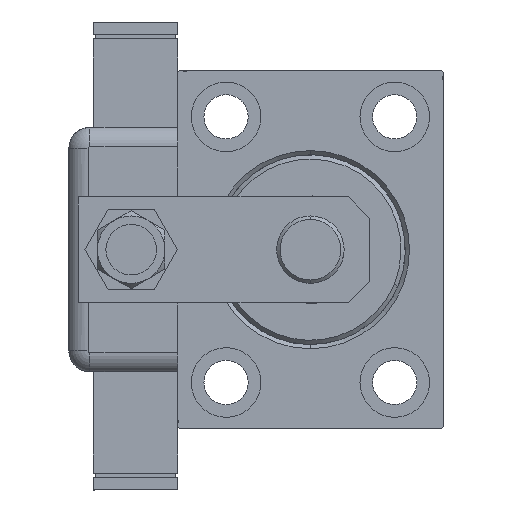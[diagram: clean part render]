
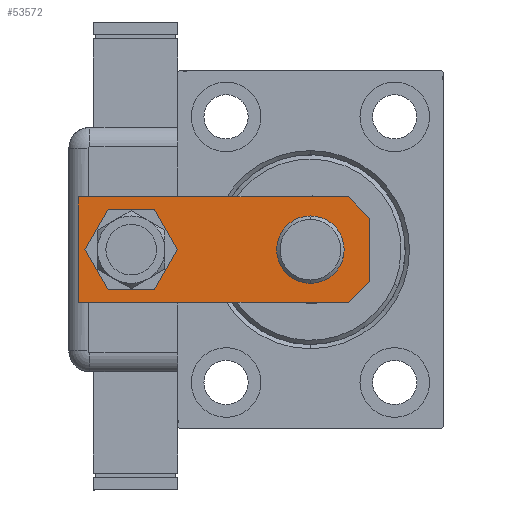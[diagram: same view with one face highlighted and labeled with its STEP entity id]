
A CAD part, left-side view. The second image highlights one B-rep face of the part: STEP entity #53572.
In plain terms, the highlighted face is planar.
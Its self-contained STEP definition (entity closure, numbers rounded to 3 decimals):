
#58 = CARTESIAN_POINT ( 'NONE',  ( 7., 13., 0. ) ) ;
#431 = LINE ( 'NONE', #43358, #21364 ) ;
#735 = DIRECTION ( 'NONE',  ( 0., 1., 0. ) ) ;
#876 = FACE_BOUND ( 'NONE', #12025, .T. ) ;
#2492 = ORIENTED_EDGE ( 'NONE', *, *, #38350, .F. ) ;
#4617 = ORIENTED_EDGE ( 'NONE', *, *, #53078, .T. ) ;
#4771 = VERTEX_POINT ( 'NONE', #14617 ) ;
#5099 = CARTESIAN_POINT ( 'NONE',  ( 0., 13., 0. ) ) ;
#5521 = EDGE_CURVE ( 'NONE', #4771, #52534, #53085, .T. ) ;
#6932 = DIRECTION ( 'NONE',  ( 1., 0., 0. ) ) ;
#7268 = CARTESIAN_POINT ( 'NONE',  ( -12.5, 69., 0. ) ) ;
#9362 = EDGE_LOOP ( 'NONE', ( #4617, #53191 ) ) ;
#11247 = CARTESIAN_POINT ( 'NONE',  ( -12.5, 69., 0. ) ) ;
#12025 = EDGE_LOOP ( 'NONE', ( #26006, #16409 ) ) ;
#12834 = DIRECTION ( 'NONE',  ( 0., 0., 1. ) ) ;
#13802 = CARTESIAN_POINT ( 'NONE',  ( -7., 13., 0. ) ) ;
#13909 = ORIENTED_EDGE ( 'NONE', *, *, #45688, .F. ) ;
#14617 = CARTESIAN_POINT ( 'NONE',  ( 12.5, 5., 0. ) ) ;
#14666 = CARTESIAN_POINT ( 'NONE',  ( 12.5, 5., 0. ) ) ;
#14669 = AXIS2_PLACEMENT_3D ( 'NONE', #47761, #43506, #34380 ) ;
#14819 = EDGE_CURVE ( 'NONE', #34981, #29219, #44333, .T. ) ;
#15566 = VERTEX_POINT ( 'NONE', #7268 ) ;
#15612 = AXIS2_PLACEMENT_3D ( 'NONE', #54119, #53517, #6932 ) ;
#16409 = ORIENTED_EDGE ( 'NONE', *, *, #26361, .T. ) ;
#16433 = VECTOR ( 'NONE', #23557, 1000. ) ;
#17341 = ORIENTED_EDGE ( 'NONE', *, *, #47649, .T. ) ;
#19771 = FACE_BOUND ( 'NONE', #9362, .T. ) ;
#19805 = ORIENTED_EDGE ( 'NONE', *, *, #26173, .T. ) ;
#19830 = LINE ( 'NONE', #14666, #60125 ) ;
#20040 = AXIS2_PLACEMENT_3D ( 'NONE', #5099, #27677, #42559 ) ;
#20226 = DIRECTION ( 'NONE',  ( -1., 0., 0. ) ) ;
#20401 = LINE ( 'NONE', #11247, #25063 ) ;
#21270 = VERTEX_POINT ( 'NONE', #44288 ) ;
#21364 = VECTOR ( 'NONE', #20226, 1000. ) ;
#23557 = DIRECTION ( 'NONE',  ( -0.707, 0.707, 0. ) ) ;
#24707 = DIRECTION ( 'NONE',  ( -0.707, -0.707, 0. ) ) ;
#25063 = VECTOR ( 'NONE', #30132, 1000. ) ;
#25901 = CARTESIAN_POINT ( 'NONE',  ( 12.5, 69., 0. ) ) ;
#26006 = ORIENTED_EDGE ( 'NONE', *, *, #57143, .T. ) ;
#26060 = CARTESIAN_POINT ( 'NONE',  ( -7., 56.5, 0. ) ) ;
#26173 = EDGE_CURVE ( 'NONE', #21270, #28317, #32694, .T. ) ;
#26361 = EDGE_CURVE ( 'NONE', #34490, #48207, #29084, .T. ) ;
#27187 = CARTESIAN_POINT ( 'NONE',  ( 0., 13., 0. ) ) ;
#27677 = DIRECTION ( 'NONE',  ( 0., 0., 1. ) ) ;
#28317 = VERTEX_POINT ( 'NONE', #53079 ) ;
#28476 = CARTESIAN_POINT ( 'NONE',  ( 12.5, 0., 0. ) ) ;
#29084 = CIRCLE ( 'NONE', #32001, 7. ) ;
#29219 = VERTEX_POINT ( 'NONE', #13802 ) ;
#29509 = FACE_OUTER_BOUND ( 'NONE', #54492, .T. ) ;
#30132 = DIRECTION ( 'NONE',  ( 0., -1., 0. ) ) ;
#32001 = AXIS2_PLACEMENT_3D ( 'NONE', #45114, #12834, #49970 ) ;
#32694 = LINE ( 'NONE', #33290, #16433 ) ;
#33287 = VECTOR ( 'NONE', #51301, 1000. ) ;
#33290 = CARTESIAN_POINT ( 'NONE',  ( -7.5, 0., 0. ) ) ;
#34380 = DIRECTION ( 'NONE',  ( 1., 0., 0. ) ) ;
#34490 = VERTEX_POINT ( 'NONE', #49200 ) ;
#34981 = VERTEX_POINT ( 'NONE', #58 ) ;
#38350 = EDGE_CURVE ( 'NONE', #21270, #58386, #42768, .T. ) ;
#38936 = PLANE ( 'NONE',  #14669 ) ;
#38965 = AXIS2_PLACEMENT_3D ( 'NONE', #27187, #41775, #59735 ) ;
#41775 = DIRECTION ( 'NONE',  ( 0., 0., 1. ) ) ;
#41864 = CIRCLE ( 'NONE', #15612, 7. ) ;
#42559 = DIRECTION ( 'NONE',  ( 1., 0., 0. ) ) ;
#42768 = LINE ( 'NONE', #52495, #33287 ) ;
#43358 = CARTESIAN_POINT ( 'NONE',  ( 12.5, 69., 0. ) ) ;
#43506 = DIRECTION ( 'NONE',  ( 0., 0., 1. ) ) ;
#44288 = CARTESIAN_POINT ( 'NONE',  ( -7.5, 0., 0. ) ) ;
#44333 = CIRCLE ( 'NONE', #20040, 7. ) ;
#45114 = CARTESIAN_POINT ( 'NONE',  ( 0., 56.5, 0. ) ) ;
#45688 = EDGE_CURVE ( 'NONE', #15566, #28317, #20401, .T. ) ;
#47649 = EDGE_CURVE ( 'NONE', #4771, #58386, #19830, .T. ) ;
#47761 = CARTESIAN_POINT ( 'NONE',  ( 0., 0., 0. ) ) ;
#48207 = VERTEX_POINT ( 'NONE', #26060 ) ;
#49200 = CARTESIAN_POINT ( 'NONE',  ( 7., 56.5, 0. ) ) ;
#49862 = ORIENTED_EDGE ( 'NONE', *, *, #5521, .F. ) ;
#49970 = DIRECTION ( 'NONE',  ( 1., 0., 0. ) ) ;
#51301 = DIRECTION ( 'NONE',  ( 1., 0., 0. ) ) ;
#52495 = CARTESIAN_POINT ( 'NONE',  ( -12.5, 0., 0. ) ) ;
#52534 = VERTEX_POINT ( 'NONE', #25901 ) ;
#53078 = EDGE_CURVE ( 'NONE', #29219, #34981, #56465, .T. ) ;
#53079 = CARTESIAN_POINT ( 'NONE',  ( -12.5, 5., 0. ) ) ;
#53085 = LINE ( 'NONE', #28476, #59753 ) ;
#53191 = ORIENTED_EDGE ( 'NONE', *, *, #14819, .T. ) ;
#53517 = DIRECTION ( 'NONE',  ( 0., 0., 1. ) ) ;
#53572 = ADVANCED_FACE ( 'NONE', ( #29509, #876, #19771 ), #38936, .F. ) ;
#54119 = CARTESIAN_POINT ( 'NONE',  ( 0., 56.5, 0. ) ) ;
#54492 = EDGE_LOOP ( 'NONE', ( #2492, #19805, #13909, #56043, #49862, #17341 ) ) ;
#55062 = EDGE_CURVE ( 'NONE', #52534, #15566, #431, .T. ) ;
#56043 = ORIENTED_EDGE ( 'NONE', *, *, #55062, .F. ) ;
#56465 = CIRCLE ( 'NONE', #38965, 7. ) ;
#57143 = EDGE_CURVE ( 'NONE', #48207, #34490, #41864, .T. ) ;
#58386 = VERTEX_POINT ( 'NONE', #60129 ) ;
#59735 = DIRECTION ( 'NONE',  ( 1., 0., 0. ) ) ;
#59753 = VECTOR ( 'NONE', #735, 1000. ) ;
#60125 = VECTOR ( 'NONE', #24707, 1000. ) ;
#60129 = CARTESIAN_POINT ( 'NONE',  ( 7.5, 0., 0. ) ) ;
